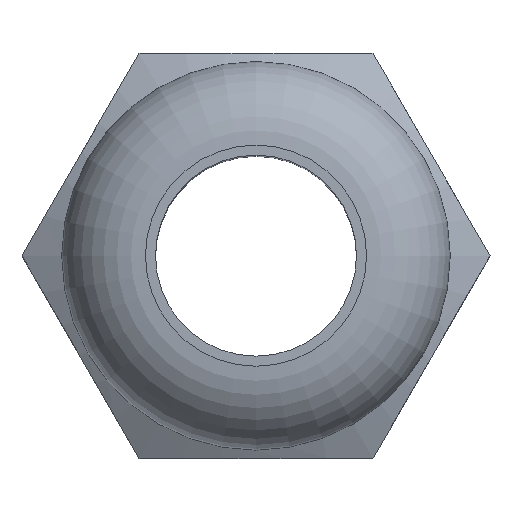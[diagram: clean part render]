
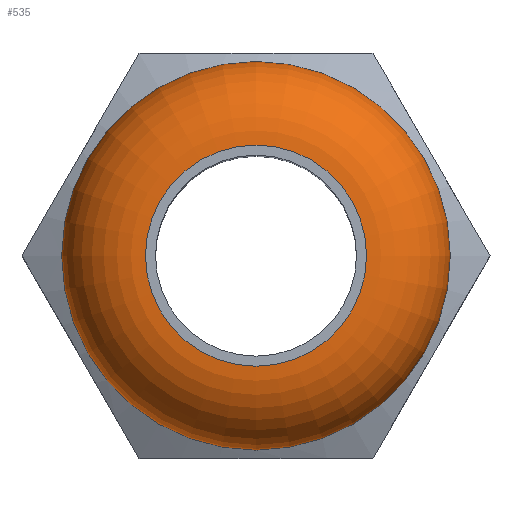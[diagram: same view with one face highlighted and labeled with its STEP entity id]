
A CAD part, top view. The second image highlights one B-rep face of the part: STEP entity #535.
In plain terms, the highlighted toroidal (fillet/blend) face has major radius 6.6 mm and minor radius 5 mm.
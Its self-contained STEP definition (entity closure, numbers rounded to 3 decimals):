
#14=TOROIDAL_SURFACE('',#600,6.6,5.);
#41=CIRCLE('',#597,6.6);
#42=CIRCLE('',#599,11.6);
#43=CIRCLE('',#601,5.);
#81=FACE_OUTER_BOUND('',#114,.T.);
#114=EDGE_LOOP('',(#450,#451,#452,#453));
#249=VERTEX_POINT('',#899);
#250=VERTEX_POINT('',#902);
#317=EDGE_CURVE('',#249,#249,#41,.T.);
#318=EDGE_CURVE('',#250,#250,#42,.T.);
#320=EDGE_CURVE('',#249,#250,#43,.T.);
#450=ORIENTED_EDGE('',*,*,#317,.F.);
#451=ORIENTED_EDGE('',*,*,#320,.T.);
#452=ORIENTED_EDGE('',*,*,#318,.T.);
#453=ORIENTED_EDGE('',*,*,#320,.F.);
#535=ADVANCED_FACE('',(#81),#14,.T.);
#597=AXIS2_PLACEMENT_3D('',#900,#737,#738);
#599=AXIS2_PLACEMENT_3D('',#903,#741,#742);
#600=AXIS2_PLACEMENT_3D('',#905,#744,#745);
#601=AXIS2_PLACEMENT_3D('',#906,#746,#747);
#737=DIRECTION('center_axis',(0.,0.,1.));
#738=DIRECTION('ref_axis',(1.,0.,0.));
#741=DIRECTION('center_axis',(0.,0.,1.));
#742=DIRECTION('ref_axis',(1.,0.,0.));
#744=DIRECTION('center_axis',(0.,0.,1.));
#745=DIRECTION('ref_axis',(1.,0.,0.));
#746=DIRECTION('center_axis',(0.,-1.,0.));
#747=DIRECTION('ref_axis',(-1.,0.,0.));
#899=CARTESIAN_POINT('',(-6.6,0.,40.206));
#900=CARTESIAN_POINT('Origin',(0.,0.,40.206));
#902=CARTESIAN_POINT('',(-11.6,0.,35.206));
#903=CARTESIAN_POINT('Origin',(0.,0.,35.206));
#905=CARTESIAN_POINT('Origin',(0.,0.,35.206));
#906=CARTESIAN_POINT('Origin',(-6.6,0.,35.206));
